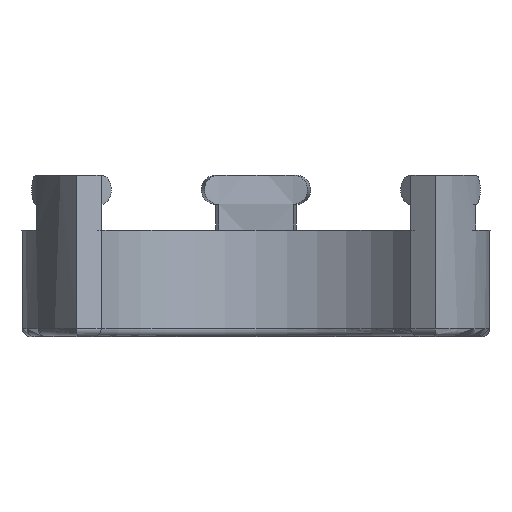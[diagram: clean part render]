
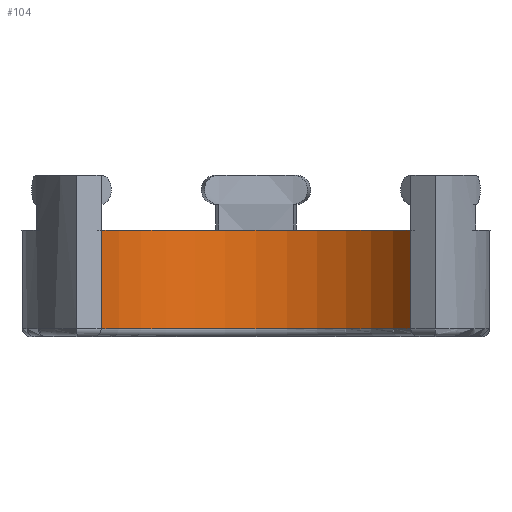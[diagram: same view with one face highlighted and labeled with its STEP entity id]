
A CAD part, left-side view. The second image highlights one B-rep face of the part: STEP entity #104.
In plain terms, the highlighted cylindrical face has radius 11.1 mm (diameter 22.2 mm), a partial arc.
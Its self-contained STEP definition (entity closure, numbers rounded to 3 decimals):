
#104 = ADVANCED_FACE( '', ( #239 ), #240, .F. );
#239 = FACE_OUTER_BOUND( '', #822, .T. );
#240 = CYLINDRICAL_SURFACE( '', #823, 11.1 );
#822 = EDGE_LOOP( '', ( #1489, #1490, #1491, #1492 ) );
#823 = AXIS2_PLACEMENT_3D( '', #1493, #1494, #1495 );
#1489 = ORIENTED_EDGE( '', *, *, #1913, .F. );
#1490 = ORIENTED_EDGE( '', *, *, #1914, .T. );
#1491 = ORIENTED_EDGE( '', *, *, #1825, .F. );
#1492 = ORIENTED_EDGE( '', *, *, #1850, .T. );
#1493 = CARTESIAN_POINT( '', ( 0., 0., 60. ) );
#1494 = DIRECTION( '', ( 0., 0., -1. ) );
#1495 = DIRECTION( '', ( 0., 1., 0. ) );
#1825 = EDGE_CURVE( '', #2013, #2014, #2015, .F. );
#1850 = EDGE_CURVE( '', #2013, #2060, #2062, .T. );
#1913 = EDGE_CURVE( '', #2165, #2060, #2166, .T. );
#1914 = EDGE_CURVE( '', #2165, #2014, #2167, .T. );
#2013 = VERTEX_POINT( '', #2287 );
#2014 = VERTEX_POINT( '', #2288 );
#2015 = LINE( '', #2289, #2290 );
#2060 = VERTEX_POINT( '', #2348 );
#2062 = CIRCLE( '', #2351, 11.1 );
#2165 = VERTEX_POINT( '', #2975 );
#2166 = LINE( '', #2976, #2977 );
#2167 = CIRCLE( '', #2978, 11.1 );
#2287 = CARTESIAN_POINT( '', ( -5.572, -9.6, 0. ) );
#2288 = CARTESIAN_POINT( '', ( -5.572, -9.6, -6.1 ) );
#2289 = CARTESIAN_POINT( '', ( -5.572, -9.6, 60. ) );
#2290 = VECTOR( '', #3335, 1000. );
#2348 = CARTESIAN_POINT( '', ( -5.572, 9.6, 0. ) );
#2351 = AXIS2_PLACEMENT_3D( '', #3377, #3378, #3379 );
#2975 = CARTESIAN_POINT( '', ( -5.572, 9.6, -6.1 ) );
#2976 = CARTESIAN_POINT( '', ( -5.572, 9.6, 60. ) );
#2977 = VECTOR( '', #3437, 1000. );
#2978 = AXIS2_PLACEMENT_3D( '', #3438, #3439, #3440 );
#3335 = DIRECTION( '', ( 0., 0., 1. ) );
#3377 = CARTESIAN_POINT( '', ( 0., 0., 0. ) );
#3378 = DIRECTION( '', ( 0., 0., 1. ) );
#3379 = DIRECTION( '', ( 0., 1., 0. ) );
#3437 = DIRECTION( '', ( 0., 0., 1. ) );
#3438 = CARTESIAN_POINT( '', ( 0., 0., -6.1 ) );
#3439 = DIRECTION( '', ( 0., 0., -1. ) );
#3440 = DIRECTION( '', ( 0., -1., 0. ) );
